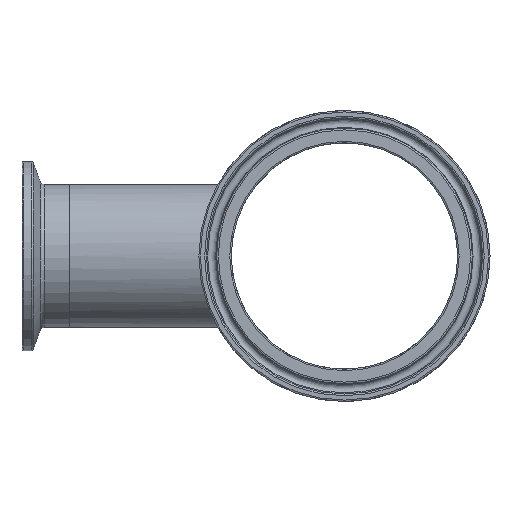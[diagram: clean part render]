
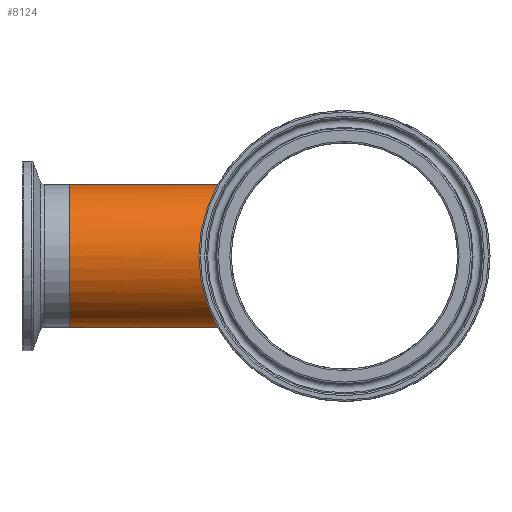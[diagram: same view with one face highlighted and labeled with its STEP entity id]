
A CAD part, left-side view. The second image highlights one B-rep face of the part: STEP entity #8124.
In plain terms, the highlighted cylindrical face has radius 19.05 mm (diameter 38.1 mm), a full revolution.
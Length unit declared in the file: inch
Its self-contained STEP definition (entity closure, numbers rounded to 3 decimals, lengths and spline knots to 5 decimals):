
#195=FACE_BOUND('',#1586,.T.);
#1029=FACE_OUTER_BOUND('',#1585,.T.);
#1585=EDGE_LOOP('',(#7499));
#1586=EDGE_LOOP('',(#7500));
#2827=CIRCLE('',#8572,0.75);
#3245=B_SPLINE_CURVE_WITH_KNOTS('',3,(#17521,#17522,#17523,#17524,#17525,
#17526,#17527,#17528,#17529,#17530,#17531,#17532,#17533,#17534,#17535,#17536,
#17537,#17538,#17539,#17540,#17541,#17542),.UNSPECIFIED.,.T.,.F.,(4,1,1,
1,1,1,1,1,1,1,1,1,1,1,1,1,1,1,1,4),(0.,0.42303,0.84606,
1.69211,2.53817,2.9612,3.38423,4.5123,
5.07634,5.64038,6.20441,6.76845,7.61451,
8.46057,8.88359,9.30662,10.15268,10.99873,
11.42176,11.84479),.UNSPECIFIED.);
#3998=VERTEX_POINT('',#17299);
#4035=VERTEX_POINT('',#17519);
#5156=EDGE_CURVE('',#3998,#3998,#2827,.T.);
#5194=EDGE_CURVE('',#4035,#4035,#3245,.T.);
#7499=ORIENTED_EDGE('',*,*,#5156,.T.);
#7500=ORIENTED_EDGE('',*,*,#5194,.F.);
#7563=CYLINDRICAL_SURFACE('',#8646,0.75);
#8124=ADVANCED_FACE('',(#1029,#195),#7563,.T.);
#8572=AXIS2_PLACEMENT_3D('',#17300,#10067,#10068);
#8646=AXIS2_PLACEMENT_3D('',#17543,#10215,#10216);
#10067=DIRECTION('center_axis',(0.,-1.,0.));
#10068=DIRECTION('ref_axis',(1.,0.,0.));
#10215=DIRECTION('center_axis',(0.,-1.,0.));
#10216=DIRECTION('ref_axis',(1.,0.,0.));
#17299=CARTESIAN_POINT('',(-0.75,2.875,0.));
#17300=CARTESIAN_POINT('Origin',(0.,2.875,0.));
#17519=CARTESIAN_POINT('',(0.,1.03078,0.75));
#17521=CARTESIAN_POINT('Ctrl Pts',(0.,1.03076,
0.74999));
#17522=CARTESIAN_POINT('Ctrl Pts',(-0.05773,1.03076,
0.74999));
#17523=CARTESIAN_POINT('Ctrl Pts',(-0.1732,1.04254,
0.73657));
#17524=CARTESIAN_POINT('Ctrl Pts',(-0.38558,1.10376,
0.65963));
#17525=CARTESIAN_POINT('Ctrl Pts',(-0.60161,1.21495,
0.4874));
#17526=CARTESIAN_POINT('Ctrl Pts',(-0.72973,1.29897,0.23114));
#17527=CARTESIAN_POINT('Ctrl Pts',(-0.75681,1.31696,
0.00013));
#17528=CARTESIAN_POINT('Ctrl Pts',(-0.72506,1.29618,
-0.2703));
#17529=CARTESIAN_POINT('Ctrl Pts',(-0.57666,1.19758,
-0.51753));
#17530=CARTESIAN_POINT('Ctrl Pts',(-0.33532,1.08653,
-0.6827));
#17531=CARTESIAN_POINT('Ctrl Pts',(-0.11787,1.02847,
-0.75297));
#17532=CARTESIAN_POINT('Ctrl Pts',(0.11789,1.02851,-0.75283));
#17533=CARTESIAN_POINT('Ctrl Pts',(0.37139,1.09641,-0.67119));
#17534=CARTESIAN_POINT('Ctrl Pts',(0.60148,1.21494,-0.48721));
#17535=CARTESIAN_POINT('Ctrl Pts',(0.72981,1.29892,-0.23131));
#17536=CARTESIAN_POINT('Ctrl Pts',(0.75675,1.31703,0.));
#17537=CARTESIAN_POINT('Ctrl Pts',(0.72976,1.29891,0.23129));
#17538=CARTESIAN_POINT('Ctrl Pts',(0.60158,1.215,0.48742));
#17539=CARTESIAN_POINT('Ctrl Pts',(0.38559,1.10374,0.65963));
#17540=CARTESIAN_POINT('Ctrl Pts',(0.17319,1.04254,0.73657));
#17541=CARTESIAN_POINT('Ctrl Pts',(0.05773,1.03076,
0.74999));
#17542=CARTESIAN_POINT('Ctrl Pts',(0.,1.03076,
0.74999));
#17543=CARTESIAN_POINT('Origin',(0.,2.875,0.));
